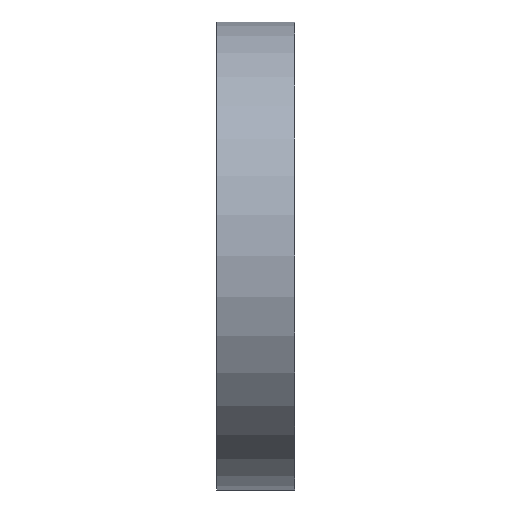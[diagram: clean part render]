
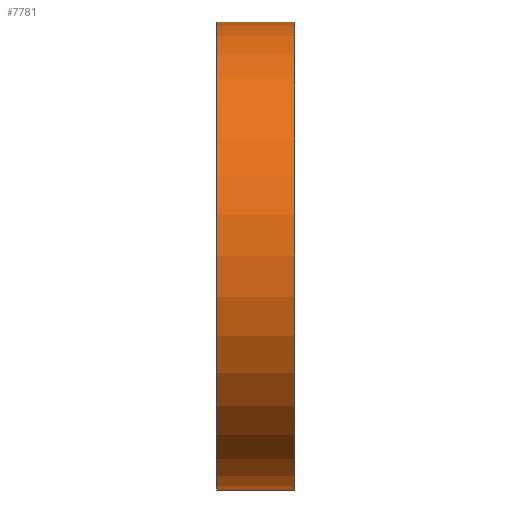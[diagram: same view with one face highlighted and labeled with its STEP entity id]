
A CAD part, left-side view. The second image highlights one B-rep face of the part: STEP entity #7781.
In plain terms, the highlighted cylindrical face has radius 38.1 mm (diameter 76.2 mm), a partial arc.
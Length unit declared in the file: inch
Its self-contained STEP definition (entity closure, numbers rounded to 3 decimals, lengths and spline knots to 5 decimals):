
#129 = CARTESIAN_POINT ( 'NONE',  ( -3.92506, 0., 1.5 ) ) ;
#557 = VERTEX_POINT ( 'NONE', #13046 ) ;
#747 = DIRECTION ( 'NONE',  ( 0., 0., -1. ) ) ;
#791 = EDGE_CURVE ( 'NONE', #557, #8046, #6838, .T. ) ;
#1406 = CARTESIAN_POINT ( 'NONE',  ( -3.92506, 0.5, 1.5 ) ) ;
#1579 = CARTESIAN_POINT ( 'NONE',  ( -3.92506, 0., -1.5 ) ) ;
#2073 = CARTESIAN_POINT ( 'NONE',  ( -3.92506, 0.5, 0. ) ) ;
#2184 = CARTESIAN_POINT ( 'NONE',  ( -3.92506, 0., 0. ) ) ;
#2655 = EDGE_CURVE ( 'NONE', #13827, #8046, #3370, .T. ) ;
#3157 = DIRECTION ( 'NONE',  ( 0., 0., 1. ) ) ;
#3192 = ORIENTED_EDGE ( 'NONE', *, *, #6977, .F. ) ;
#3240 = ORIENTED_EDGE ( 'NONE', *, *, #6999, .T. ) ;
#3284 = DIRECTION ( 'NONE',  ( 0., 0., 1. ) ) ;
#3370 = CIRCLE ( 'NONE', #4339, 1.5 ) ;
#4270 = DIRECTION ( 'NONE',  ( 0., -1., 0. ) ) ;
#4295 = CARTESIAN_POINT ( 'NONE',  ( -3.92506, 0.5, -1.5 ) ) ;
#4339 = AXIS2_PLACEMENT_3D ( 'NONE', #2184, #9841, #3284 ) ;
#4880 = LINE ( 'NONE', #11925, #5200 ) ;
#5200 = VECTOR ( 'NONE', #4270, 39.37008 ) ;
#6200 = FACE_OUTER_BOUND ( 'NONE', #10440, .T. ) ;
#6838 = LINE ( 'NONE', #1406, #9425 ) ;
#6977 = EDGE_CURVE ( 'NONE', #14130, #557, #13639, .T. ) ;
#6999 = EDGE_CURVE ( 'NONE', #14130, #13827, #4880, .T. ) ;
#7781 = ADVANCED_FACE ( 'NONE', ( #6200 ), #11714, .T. ) ;
#7932 = DIRECTION ( 'NONE',  ( 0., -1., 0. ) ) ;
#8046 = VERTEX_POINT ( 'NONE', #129 ) ;
#8421 = CARTESIAN_POINT ( 'NONE',  ( -3.92506, 0.5, 0. ) ) ;
#9425 = VECTOR ( 'NONE', #7932, 39.37008 ) ;
#9695 = ORIENTED_EDGE ( 'NONE', *, *, #791, .F. ) ;
#9733 = DIRECTION ( 'NONE',  ( 0., 1., 0. ) ) ;
#9841 = DIRECTION ( 'NONE',  ( 0., 1., 0. ) ) ;
#10440 = EDGE_LOOP ( 'NONE', ( #13985, #9695, #3192, #3240 ) ) ;
#11332 = AXIS2_PLACEMENT_3D ( 'NONE', #2073, #9733, #3157 ) ;
#11714 = CYLINDRICAL_SURFACE ( 'NONE', #11969, 1.5 ) ;
#11925 = CARTESIAN_POINT ( 'NONE',  ( -3.92506, 0.5, -1.5 ) ) ;
#11969 = AXIS2_PLACEMENT_3D ( 'NONE', #8421, #12785, #747 ) ;
#12785 = DIRECTION ( 'NONE',  ( 0., -1., 0. ) ) ;
#13046 = CARTESIAN_POINT ( 'NONE',  ( -3.92506, 0.5, 1.5 ) ) ;
#13639 = CIRCLE ( 'NONE', #11332, 1.5 ) ;
#13827 = VERTEX_POINT ( 'NONE', #1579 ) ;
#13985 = ORIENTED_EDGE ( 'NONE', *, *, #2655, .T. ) ;
#14130 = VERTEX_POINT ( 'NONE', #4295 ) ;
